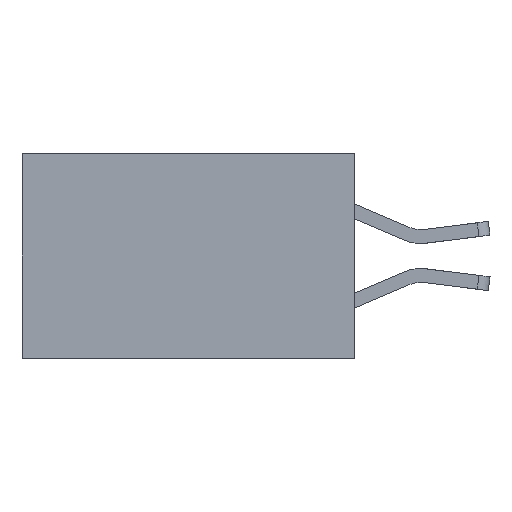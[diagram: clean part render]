
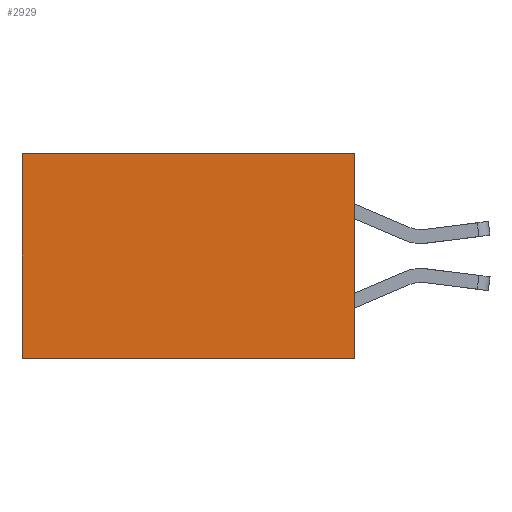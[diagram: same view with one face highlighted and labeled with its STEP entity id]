
A CAD part, left-side view. The second image highlights one B-rep face of the part: STEP entity #2929.
In plain terms, the highlighted planar face has unit normal (-1, 0, 0).
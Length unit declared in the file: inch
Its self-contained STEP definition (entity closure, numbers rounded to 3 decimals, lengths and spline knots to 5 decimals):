
#69 = VECTOR ( 'NONE', #3442, 39.37008 ) ;
#157 = ORIENTED_EDGE ( 'NONE', *, *, #3776, .F. ) ;
#439 = DIRECTION ( 'NONE',  ( 1., 0., 0. ) ) ;
#619 = VERTEX_POINT ( 'NONE', #9228 ) ;
#1247 = VERTEX_POINT ( 'NONE', #4898 ) ;
#1395 = LINE ( 'NONE', #1902, #69 ) ;
#1902 = CARTESIAN_POINT ( 'NONE',  ( 0.298, 0.6, 0. ) ) ;
#2153 = EDGE_CURVE ( 'NONE', #1247, #619, #7581, .T. ) ;
#2778 = CARTESIAN_POINT ( 'NONE',  ( 0.298, 0., 0. ) ) ;
#2803 = LINE ( 'NONE', #5579, #4607 ) ;
#2854 = LINE ( 'NONE', #4009, #6129 ) ;
#2873 = FACE_OUTER_BOUND ( 'NONE', #5568, .T. ) ;
#2929 = ADVANCED_FACE ( 'NONE', ( #2873 ), #6708, .F. ) ;
#3442 = DIRECTION ( 'NONE',  ( 0., 0., -1. ) ) ;
#3776 = EDGE_CURVE ( 'NONE', #6700, #1247, #2854, .T. ) ;
#4009 = CARTESIAN_POINT ( 'NONE',  ( 0.298, 0., 0. ) ) ;
#4397 = ORIENTED_EDGE ( 'NONE', *, *, #7831, .T. ) ;
#4607 = VECTOR ( 'NONE', #9392, 39.37008 ) ;
#4819 = CARTESIAN_POINT ( 'NONE',  ( 0.298, 0., -0.37 ) ) ;
#4898 = CARTESIAN_POINT ( 'NONE',  ( 0.298, 0., -0.37 ) ) ;
#5301 = CARTESIAN_POINT ( 'NONE',  ( 0.298, 0.6, 0. ) ) ;
#5497 = DIRECTION ( 'NONE',  ( 0., 1., 0. ) ) ;
#5561 = VECTOR ( 'NONE', #5497, 39.37008 ) ;
#5568 = EDGE_LOOP ( 'NONE', ( #5640, #7261, #157, #4397 ) ) ;
#5579 = CARTESIAN_POINT ( 'NONE',  ( 0.298, 0., 0. ) ) ;
#5640 = ORIENTED_EDGE ( 'NONE', *, *, #9456, .T. ) ;
#6129 = VECTOR ( 'NONE', #9405, 39.37008 ) ;
#6700 = VERTEX_POINT ( 'NONE', #9584 ) ;
#6708 = PLANE ( 'NONE',  #8198 ) ;
#7261 = ORIENTED_EDGE ( 'NONE', *, *, #2153, .F. ) ;
#7581 = LINE ( 'NONE', #4819, #5561 ) ;
#7831 = EDGE_CURVE ( 'NONE', #6700, #8990, #2803, .T. ) ;
#8198 = AXIS2_PLACEMENT_3D ( 'NONE', #2778, #439, #8944 ) ;
#8944 = DIRECTION ( 'NONE',  ( 0., 0., -1. ) ) ;
#8990 = VERTEX_POINT ( 'NONE', #5301 ) ;
#9228 = CARTESIAN_POINT ( 'NONE',  ( 0.298, 0.6, -0.37 ) ) ;
#9392 = DIRECTION ( 'NONE',  ( 0., 1., 0. ) ) ;
#9405 = DIRECTION ( 'NONE',  ( 0., 0., -1. ) ) ;
#9456 = EDGE_CURVE ( 'NONE', #8990, #619, #1395, .T. ) ;
#9584 = CARTESIAN_POINT ( 'NONE',  ( 0.298, 0., 0. ) ) ;
